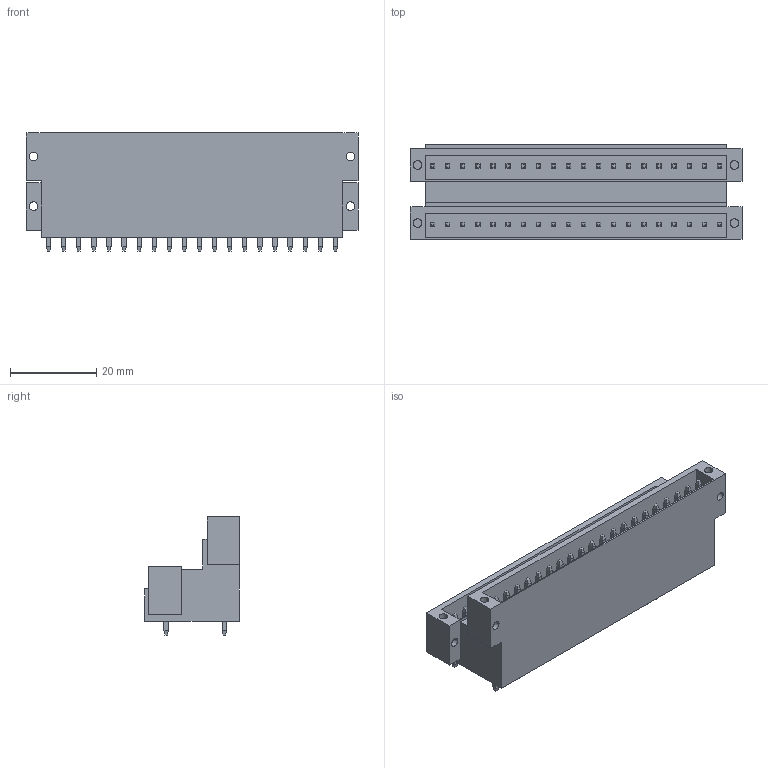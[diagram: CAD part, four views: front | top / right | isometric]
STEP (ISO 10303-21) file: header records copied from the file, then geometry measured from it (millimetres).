
FILE_DESCRIPTION(('CATIA V5 STEP Exchange','CAx-IF Rec.Pracs.--- Model Styling and Organization---1.2---2011-12-15'),'2;1');
FILE_NAME ('6650265_2_1641330000_1641330000.stp','2018-11-10T06:34:18+00:00',('none'),('Weidmueller'),'CATIA Version 5-6 Release 2014','CATIA V5 STEP AP214','none');
FILE_SCHEMA(('AUTOMOTIVE_DESIGN { 1 0 10303 214 1 1 1 1 }'));
Length unit declared in the file: millimetre
Products named in the file (1): 1641330000
Bounding box: 77 x 22 x 27.4 mm (x, y, z)
Volume: 20609.1 mm3; surface area: 15409.1 mm2
Topology: 41 solids, 41 shells, 784 faces, 1756 edges, 1064 vertices
Faces by surface type: plane 760, cylinder 24
Entity records: 18295 total; most frequent: ORIENTED_EDGE 3512, CARTESIAN_POINT 3439, DIRECTION 2032, EDGE_CURVE 1756, VECTOR 1388, LINE 1388, VERTEX_POINT 1064, EDGE_LOOP 882
